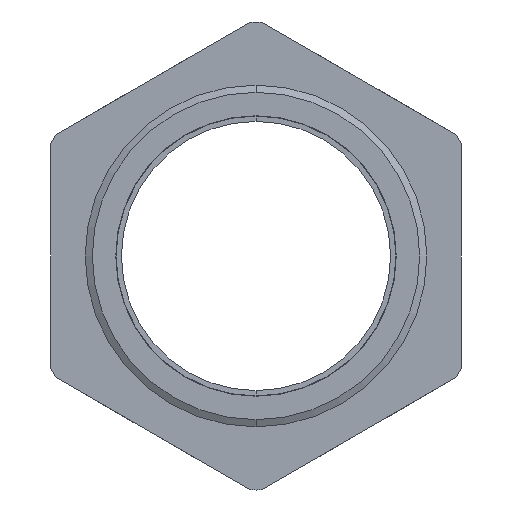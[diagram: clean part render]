
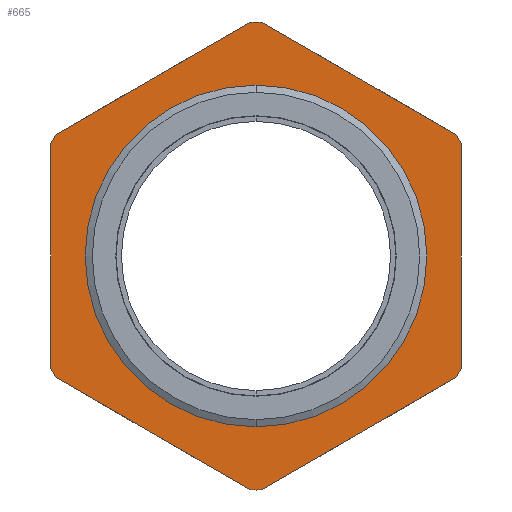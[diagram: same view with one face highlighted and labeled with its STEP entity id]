
A CAD part, front view. The second image highlights one B-rep face of the part: STEP entity #665.
In plain terms, the highlighted planar face has unit normal (0, -1, 0).
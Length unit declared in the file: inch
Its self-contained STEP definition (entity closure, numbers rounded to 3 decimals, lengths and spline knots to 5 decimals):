
#13 = EDGE_CURVE ( 'NONE', #201, #2683, #1869, .T. ) ;
#20 = EDGE_CURVE ( 'NONE', #2671, #2585, #1899, .T. ) ;
#23 = EDGE_CURVE ( 'NONE', #2609, #1495, #1880, .T. ) ;
#201 = VERTEX_POINT ( 'NONE', #2261 ) ;
#226 = VERTEX_POINT ( 'NONE', #2276 ) ;
#279 = EDGE_LOOP ( 'NONE', ( #2749, #2750, #2748, #650, #651, #652, #653, #654, #655, #718, #719, #720, #721 ) ) ;
#387 = EDGE_CURVE ( 'NONE', #2549, #2235, #2896, .T. ) ;
#403 = EDGE_CURVE ( 'NONE', #226, #2047, #2931, .T. ) ;
#408 = EDGE_CURVE ( 'NONE', #2640, #2634, #2918, .T. ) ;
#650 = ORIENTED_EDGE ( 'NONE', *, *, #13, .T. ) ;
#651 = ORIENTED_EDGE ( 'NONE', *, *, #2665, .T. ) ;
#652 = ORIENTED_EDGE ( 'NONE', *, *, #20, .T. ) ;
#653 = ORIENTED_EDGE ( 'NONE', *, *, #2641, .T. ) ;
#654 = ORIENTED_EDGE ( 'NONE', *, *, #408, .T. ) ;
#655 = ORIENTED_EDGE ( 'NONE', *, *, #2622, .T. ) ;
#665 = ADVANCED_FACE ( 'NONE', ( #3462, #3461 ), #3460, .T. ) ;
#666 = EDGE_LOOP ( 'NONE', ( #667, #668 ) ) ;
#667 = ORIENTED_EDGE ( 'NONE', *, *, #2661, .F. ) ;
#668 = ORIENTED_EDGE ( 'NONE', *, *, #679, .F. ) ;
#679 = EDGE_CURVE ( 'NONE', #2648, #2633, #3443, .T. ) ;
#718 = ORIENTED_EDGE ( 'NONE', *, *, #23, .T. ) ;
#719 = ORIENTED_EDGE ( 'NONE', *, *, #1518, .T. ) ;
#720 = ORIENTED_EDGE ( 'NONE', *, *, #2509, .T. ) ;
#721 = ORIENTED_EDGE ( 'NONE', *, *, #403, .T. ) ;
#1378 = VERTEX_POINT ( 'NONE', #4528 ) ;
#1495 = VERTEX_POINT ( 'NONE', #4744 ) ;
#1518 = EDGE_CURVE ( 'NONE', #1495, #1378, #4768, .T. ) ;
#1862 = DIRECTION ( 'NONE',  ( -0.866, 0., 0.5 ) ) ;
#1863 = VECTOR ( 'NONE', #1862, 39.37008 ) ;
#1864 = CARTESIAN_POINT ( 'NONE',  ( 0.43375, 0.27755, 0.20568 ) ) ;
#1869 = LINE ( 'NONE', #1864, #1863 ) ;
#1880 = LINE ( 'NONE', #1932, #1925 ) ;
#1888 = DIRECTION ( 'NONE',  ( -0.866, 0., -0.5 ) ) ;
#1897 = VECTOR ( 'NONE', #1888, 39.37008 ) ;
#1898 = CARTESIAN_POINT ( 'NONE',  ( 0.03875, 0.27755, 0.47848 ) ) ;
#1899 = LINE ( 'NONE', #1898, #1897 ) ;
#1924 = DIRECTION ( 'NONE',  ( 0.866, 0., -0.5 ) ) ;
#1925 = VECTOR ( 'NONE', #1924, 39.37008 ) ;
#1932 = CARTESIAN_POINT ( 'NONE',  ( 0.03875, 0.27755, -0.47848 ) ) ;
#2047 = VERTEX_POINT ( 'NONE', #5444 ) ;
#2235 = VERTEX_POINT ( 'NONE', #5481 ) ;
#2261 = CARTESIAN_POINT ( 'NONE',  ( 0.38474, 0.27755, 0.23398 ) ) ;
#2276 = CARTESIAN_POINT ( 'NONE',  ( 0.01026, 0.27755, -0.45018 ) ) ;
#2500 = EDGE_CURVE ( 'NONE', #2235, #201, #5502, .T. ) ;
#2509 = EDGE_CURVE ( 'NONE', #1378, #226, #5554, .T. ) ;
#2549 = VERTEX_POINT ( 'NONE', #5592 ) ;
#2585 = VERTEX_POINT ( 'NONE', #5716 ) ;
#2609 = VERTEX_POINT ( 'NONE', #5725 ) ;
#2610 = EDGE_CURVE ( 'NONE', #2047, #2549, #5722, .T. ) ;
#2622 = EDGE_CURVE ( 'NONE', #2634, #2609, #5762, .T. ) ;
#2633 = VERTEX_POINT ( 'NONE', #5802 ) ;
#2634 = VERTEX_POINT ( 'NONE', #5801 ) ;
#2640 = VERTEX_POINT ( 'NONE', #5786 ) ;
#2641 = EDGE_CURVE ( 'NONE', #2585, #2640, #5784, .T. ) ;
#2648 = VERTEX_POINT ( 'NONE', #5838 ) ;
#2661 = EDGE_CURVE ( 'NONE', #2633, #2648, #5876, .T. ) ;
#2665 = EDGE_CURVE ( 'NONE', #2683, #2671, #5868, .T. ) ;
#2671 = VERTEX_POINT ( 'NONE', #5850 ) ;
#2683 = VERTEX_POINT ( 'NONE', #5894 ) ;
#2748 = ORIENTED_EDGE ( 'NONE', *, *, #2500, .T. ) ;
#2749 = ORIENTED_EDGE ( 'NONE', *, *, #2610, .T. ) ;
#2750 = ORIENTED_EDGE ( 'NONE', *, *, #387, .T. ) ;
#2893 = DIRECTION ( 'NONE',  ( 0., 0., 1. ) ) ;
#2894 = VECTOR ( 'NONE', #2893, 39.37008 ) ;
#2895 = CARTESIAN_POINT ( 'NONE',  ( 0.395, 0.27755, 0. ) ) ;
#2896 = LINE ( 'NONE', #2895, #2894 ) ;
#2912 = DIRECTION ( 'NONE',  ( 0., 0., -1. ) ) ;
#2913 = VECTOR ( 'NONE', #2912, 39.37008 ) ;
#2914 = CARTESIAN_POINT ( 'NONE',  ( -0.395, 0.27755, 0. ) ) ;
#2918 = LINE ( 'NONE', #2914, #2913 ) ;
#2922 = DIRECTION ( 'NONE',  ( 0.866, 0., 0.5 ) ) ;
#2923 = VECTOR ( 'NONE', #2922, 39.37008 ) ;
#2930 = CARTESIAN_POINT ( 'NONE',  ( 0.43375, 0.27755, -0.20568 ) ) ;
#2931 = LINE ( 'NONE', #2930, #2923 ) ;
#3435 = DIRECTION ( 'NONE',  ( 0., 0., -1. ) ) ;
#3436 = DIRECTION ( 'NONE',  ( 0., -1., 0. ) ) ;
#3437 = CARTESIAN_POINT ( 'NONE',  ( 0., 0.27755, 0. ) ) ;
#3438 = AXIS2_PLACEMENT_3D ( 'NONE', #3437, #3436, #3435 ) ;
#3443 = CIRCLE ( 'NONE', #3438, 0.315 ) ;
#3455 = DIRECTION ( 'NONE',  ( 0., 0., -1. ) ) ;
#3456 = DIRECTION ( 'NONE',  ( 0., -1., 0. ) ) ;
#3457 = AXIS2_PLACEMENT_3D ( 'NONE', #3459, #3456, #3455 ) ;
#3459 = CARTESIAN_POINT ( 'NONE',  ( 0.315, 0.27755, 0. ) ) ;
#3460 = PLANE ( 'NONE',  #3457 ) ;
#3461 = FACE_OUTER_BOUND ( 'NONE', #279, .T. ) ;
#3462 = FACE_BOUND ( 'NONE', #666, .T. ) ;
#4528 = CARTESIAN_POINT ( 'NONE',  ( 0., 0.27755, -0.4503 ) ) ;
#4744 = CARTESIAN_POINT ( 'NONE',  ( -0.01026, 0.27755, -0.45018 ) ) ;
#4764 = DIRECTION ( 'NONE',  ( 0., 0., -1. ) ) ;
#4765 = DIRECTION ( 'NONE',  ( 0., -1., 0. ) ) ;
#4766 = CARTESIAN_POINT ( 'NONE',  ( 0., 0.27755, 0. ) ) ;
#4767 = AXIS2_PLACEMENT_3D ( 'NONE', #4766, #4765, #4764 ) ;
#4768 = CIRCLE ( 'NONE', #4767, 0.4503 ) ;
#5444 = CARTESIAN_POINT ( 'NONE',  ( 0.38474, 0.27755, -0.23398 ) ) ;
#5481 = CARTESIAN_POINT ( 'NONE',  ( 0.395, 0.27755, 0.21621 ) ) ;
#5500 = CARTESIAN_POINT ( 'NONE',  ( 0., 0.27755, 0. ) ) ;
#5501 = AXIS2_PLACEMENT_3D ( 'NONE', #5500, #5562, #5561 ) ;
#5502 = CIRCLE ( 'NONE', #5501, 0.4503 ) ;
#5550 = DIRECTION ( 'NONE',  ( 0., 0., -1. ) ) ;
#5551 = DIRECTION ( 'NONE',  ( 0., -1., 0. ) ) ;
#5552 = CARTESIAN_POINT ( 'NONE',  ( 0., 0.27755, 0. ) ) ;
#5553 = AXIS2_PLACEMENT_3D ( 'NONE', #5552, #5551, #5550 ) ;
#5554 = CIRCLE ( 'NONE', #5553, 0.4503 ) ;
#5561 = DIRECTION ( 'NONE',  ( 0., 0., -1. ) ) ;
#5562 = DIRECTION ( 'NONE',  ( 0., -1., 0. ) ) ;
#5592 = CARTESIAN_POINT ( 'NONE',  ( 0.395, 0.27755, -0.21621 ) ) ;
#5716 = CARTESIAN_POINT ( 'NONE',  ( -0.38474, 0.27755, 0.23398 ) ) ;
#5718 = DIRECTION ( 'NONE',  ( 0., 0., -1. ) ) ;
#5719 = DIRECTION ( 'NONE',  ( 0., -1., 0. ) ) ;
#5720 = CARTESIAN_POINT ( 'NONE',  ( 0., 0.27755, 0. ) ) ;
#5721 = AXIS2_PLACEMENT_3D ( 'NONE', #5720, #5719, #5718 ) ;
#5722 = CIRCLE ( 'NONE', #5721, 0.4503 ) ;
#5725 = CARTESIAN_POINT ( 'NONE',  ( -0.38474, 0.27755, -0.23398 ) ) ;
#5754 = DIRECTION ( 'NONE',  ( 0., 0., -1. ) ) ;
#5755 = DIRECTION ( 'NONE',  ( 0., -1., 0. ) ) ;
#5756 = CARTESIAN_POINT ( 'NONE',  ( 0., 0.27755, 0. ) ) ;
#5757 = AXIS2_PLACEMENT_3D ( 'NONE', #5756, #5755, #5754 ) ;
#5762 = CIRCLE ( 'NONE', #5757, 0.4503 ) ;
#5780 = DIRECTION ( 'NONE',  ( 0., 0., -1. ) ) ;
#5781 = DIRECTION ( 'NONE',  ( 0., -1., 0. ) ) ;
#5782 = CARTESIAN_POINT ( 'NONE',  ( 0., 0.27755, 0. ) ) ;
#5783 = AXIS2_PLACEMENT_3D ( 'NONE', #5782, #5781, #5780 ) ;
#5784 = CIRCLE ( 'NONE', #5783, 0.4503 ) ;
#5786 = CARTESIAN_POINT ( 'NONE',  ( -0.395, 0.27755, 0.21621 ) ) ;
#5801 = CARTESIAN_POINT ( 'NONE',  ( -0.395, 0.27755, -0.21621 ) ) ;
#5802 = CARTESIAN_POINT ( 'NONE',  ( 0., 0.27755, -0.315 ) ) ;
#5838 = CARTESIAN_POINT ( 'NONE',  ( 0., 0.27755, 0.315 ) ) ;
#5850 = CARTESIAN_POINT ( 'NONE',  ( -0.01026, 0.27755, 0.45018 ) ) ;
#5861 = DIRECTION ( 'NONE',  ( 0., 0., -1. ) ) ;
#5862 = DIRECTION ( 'NONE',  ( 0., -1., 0. ) ) ;
#5863 = CARTESIAN_POINT ( 'NONE',  ( 0., 0.27755, 0. ) ) ;
#5864 = AXIS2_PLACEMENT_3D ( 'NONE', #5863, #5862, #5861 ) ;
#5868 = CIRCLE ( 'NONE', #5864, 0.4503 ) ;
#5872 = DIRECTION ( 'NONE',  ( 0., 0., -1. ) ) ;
#5873 = DIRECTION ( 'NONE',  ( 0., -1., 0. ) ) ;
#5874 = CARTESIAN_POINT ( 'NONE',  ( 0., 0.27755, 0. ) ) ;
#5875 = AXIS2_PLACEMENT_3D ( 'NONE', #5874, #5873, #5872 ) ;
#5876 = CIRCLE ( 'NONE', #5875, 0.315 ) ;
#5894 = CARTESIAN_POINT ( 'NONE',  ( 0.01026, 0.27755, 0.45018 ) ) ;
